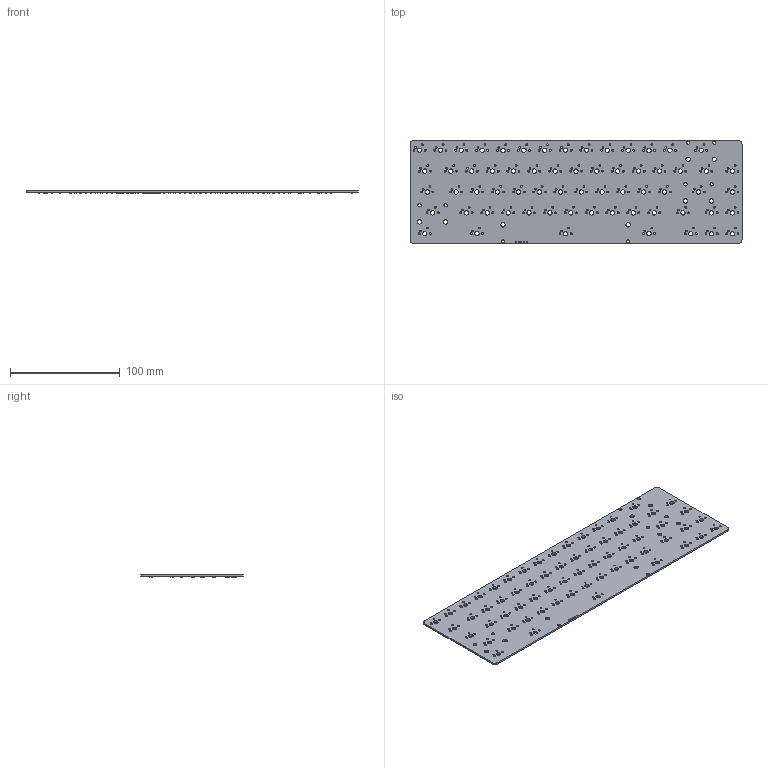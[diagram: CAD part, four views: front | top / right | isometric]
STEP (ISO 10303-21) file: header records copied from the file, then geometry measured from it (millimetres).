
FILE_DESCRIPTION(('KiCad electronic assembly'),'2;1');
FILE_NAME('65-wkl-pcb.step','2024-09-08T22:18:17',('Pcbnew'),('Kicad'), 'Open CASCADE STEP processor 7.8','KiCad to STEP converter','Unknown' );
FILE_SCHEMA(('AUTOMOTIVE_DESIGN { 1 0 10303 214 1 1 1 1 }'));
Length unit declared in the file: millimetre
Products named in the file (18): 65-wkl-pcb 1; D_SOD-123; D_SOD_123; SOT-23-3; R_0402_1005Metric; C_0402_1005Metric; SW_SPST_TL3342; Crystal_SMD_3225-4Pin_3.2x2.5mm; QFN-56-1EP_7x7mm_P0.4mm_EP3.2x3.2mm; QFN_56_1EP_7x7mm_P04mm_EP32x32mm; C_0603_1608Metric; 65-wkl-pcb_PCB
Assembly tree (101 placements, depth 3):
  65-wkl-pcb 1
    D_SOD-123  x64
      D_SOD_123
    SOT-23-3
      SOT-23-3
    R_0402_1005Metric  x7
      R_0402_1005Metric
    C_0402_1005Metric  x15
      C_0402_1005Metric
    SW_SPST_TL3342  x2
      SW_SPST_TL3342
    Crystal_SMD_3225-4Pin_3.2x2.5mm
      Crystal_SMD_3225-4Pin_3.2x2.5mm
    QFN-56-1EP_7x7mm_P0.4mm_EP3.2x3.2mm
      QFN_56_1EP_7x7mm_P04mm_EP32x32mm
    C_0603_1608Metric
      C_0603_1608Metric
    65-wkl-pcb_PCB
Bounding box: 303.21 x 93.66 x 3.19 mm (x, y, z)
Volume: 43444.1 mm3; surface area: 60439.5 mm2
Topology: 93 solids, 95 shells, 6102 faces, 14976 edges, 9179 vertices
Faces by surface type: plane 3184, bspline 1712, cylinder 1204, torus 2
Full cylindrical faces by diameter (mm): 0.4 x1, 1 x5, 1.524 x128, 1.75 x128, 2 x2, 3.048 x8, 3.988 x72
Entity records: 43047 total; most frequent: CARTESIAN_POINT 7671, ORIENTED_EDGE 6430, DIRECTION 6376, EDGE_CURVE 3215, LINE 2214, VECTOR 2214, VERTEX_POINT 2112, AXIS2_PLACEMENT_3D 2081
